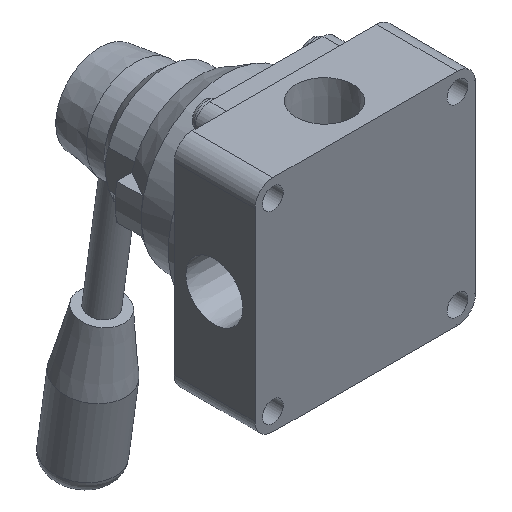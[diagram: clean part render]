
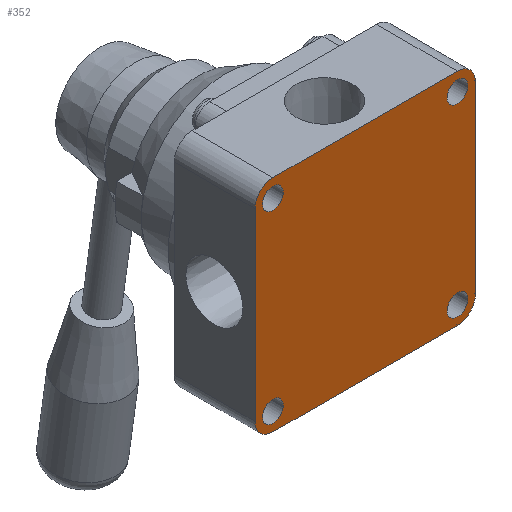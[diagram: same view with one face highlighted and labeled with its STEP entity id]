
A CAD part, isometric view. The second image highlights one B-rep face of the part: STEP entity #352.
In plain terms, the highlighted planar face has unit normal (0, -1, 0).
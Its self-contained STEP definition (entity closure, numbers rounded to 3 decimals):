
#352 = ADVANCED_FACE( '', ( #759, #760, #761, #762, #763 ), #764, .F. );
#759 = FACE_BOUND( '', #1198, .T. );
#760 = FACE_BOUND( '', #1199, .T. );
#761 = FACE_BOUND( '', #1200, .T. );
#762 = FACE_BOUND( '', #1201, .T. );
#763 = FACE_OUTER_BOUND( '', #1202, .T. );
#764 = PLANE( '', #1203 );
#1198 = EDGE_LOOP( '', ( #2147 ) );
#1199 = EDGE_LOOP( '', ( #2148 ) );
#1200 = EDGE_LOOP( '', ( #2149 ) );
#1201 = EDGE_LOOP( '', ( #2150 ) );
#1202 = EDGE_LOOP( '', ( #2151, #2152, #2153, #2154, #2155, #2156, #2157, #2158 ) );
#1203 = AXIS2_PLACEMENT_3D( '', #2159, #2160, #2161 );
#2147 = ORIENTED_EDGE( '', *, *, #2713, .T. );
#2148 = ORIENTED_EDGE( '', *, *, #2714, .T. );
#2149 = ORIENTED_EDGE( '', *, *, #2707, .T. );
#2150 = ORIENTED_EDGE( '', *, *, #2715, .T. );
#2151 = ORIENTED_EDGE( '', *, *, #2554, .F. );
#2152 = ORIENTED_EDGE( '', *, *, #2716, .F. );
#2153 = ORIENTED_EDGE( '', *, *, #2620, .F. );
#2154 = ORIENTED_EDGE( '', *, *, #2717, .F. );
#2155 = ORIENTED_EDGE( '', *, *, #2629, .F. );
#2156 = ORIENTED_EDGE( '', *, *, #2403, .F. );
#2157 = ORIENTED_EDGE( '', *, *, #2718, .F. );
#2158 = ORIENTED_EDGE( '', *, *, #2644, .F. );
#2159 = CARTESIAN_POINT( '', ( -31., 0., -31. ) );
#2160 = DIRECTION( '', ( 0., 1., 0. ) );
#2161 = DIRECTION( '', ( 0., 0., 1. ) );
#2403 = EDGE_CURVE( '', #2848, #2849, #2850, .T. );
#2554 = EDGE_CURVE( '', #3100, #3101, #3102, .T. );
#2620 = EDGE_CURVE( '', #3190, #3191, #3192, .T. );
#2629 = EDGE_CURVE( '', #2849, #3203, #3204, .T. );
#2644 = EDGE_CURVE( '', #3101, #3226, #3227, .T. );
#2707 = EDGE_CURVE( '', #3301, #3301, #3302, .T. );
#2713 = EDGE_CURVE( '', #3309, #3309, #3310, .T. );
#2714 = EDGE_CURVE( '', #3311, #3311, #3312, .T. );
#2715 = EDGE_CURVE( '', #3313, #3313, #3314, .T. );
#2716 = EDGE_CURVE( '', #3191, #3100, #3315, .T. );
#2717 = EDGE_CURVE( '', #3203, #3190, #3316, .T. );
#2718 = EDGE_CURVE( '', #3226, #2848, #3317, .T. );
#2848 = VERTEX_POINT( '', #3477 );
#2849 = VERTEX_POINT( '', #3478 );
#2850 = LINE( '', #3479, #3480 );
#3100 = VERTEX_POINT( '', #3829 );
#3101 = VERTEX_POINT( '', #3830 );
#3102 = CIRCLE( '', #3831, 6. );
#3190 = VERTEX_POINT( '', #4020 );
#3191 = VERTEX_POINT( '', #4021 );
#3192 = CIRCLE( '', #4022, 6. );
#3203 = VERTEX_POINT( '', #4038 );
#3204 = CIRCLE( '', #4039, 6. );
#3226 = VERTEX_POINT( '', #4067 );
#3227 = LINE( '', #4068, #4069 );
#3301 = VERTEX_POINT( '', #4173 );
#3302 = CIRCLE( '', #4174, 3.5 );
#3309 = VERTEX_POINT( '', #4195 );
#3310 = CIRCLE( '', #4196, 3.5 );
#3311 = VERTEX_POINT( '', #4197 );
#3312 = CIRCLE( '', #4198, 3.5 );
#3313 = VERTEX_POINT( '', #4199 );
#3314 = CIRCLE( '', #4200, 3.5 );
#3315 = LINE( '', #4201, #4202 );
#3316 = LINE( '', #4203, #4204 );
#3317 = CIRCLE( '', #4205, 6. );
#3477 = CARTESIAN_POINT( '', ( -31., 0., 37. ) );
#3478 = CARTESIAN_POINT( '', ( 31., 0., 37. ) );
#3479 = CARTESIAN_POINT( '', ( -31., 0., 37. ) );
#3480 = VECTOR( '', #4333, 1000. );
#3829 = CARTESIAN_POINT( '', ( -31., 0., -37. ) );
#3830 = CARTESIAN_POINT( '', ( -37., 0., -31. ) );
#3831 = AXIS2_PLACEMENT_3D( '', #4517, #4518, #4519 );
#4020 = CARTESIAN_POINT( '', ( 37., 0., -31. ) );
#4021 = CARTESIAN_POINT( '', ( 31., 0., -37. ) );
#4022 = AXIS2_PLACEMENT_3D( '', #4581, #4582, #4583 );
#4038 = CARTESIAN_POINT( '', ( 37., 0., 31. ) );
#4039 = AXIS2_PLACEMENT_3D( '', #4589, #4590, #4591 );
#4067 = CARTESIAN_POINT( '', ( -37., 0., 31. ) );
#4068 = CARTESIAN_POINT( '', ( -37., 0., -31. ) );
#4069 = VECTOR( '', #4607, 1000. );
#4173 = CARTESIAN_POINT( '', ( 34.5, 0., -31. ) );
#4174 = AXIS2_PLACEMENT_3D( '', #4641, #4642, #4643 );
#4195 = CARTESIAN_POINT( '', ( -27.5, 0., 31. ) );
#4196 = AXIS2_PLACEMENT_3D( '', #4645, #4646, #4647 );
#4197 = CARTESIAN_POINT( '', ( -27.5, 0., -31. ) );
#4198 = AXIS2_PLACEMENT_3D( '', #4648, #4649, #4650 );
#4199 = CARTESIAN_POINT( '', ( 34.5, 0., 31. ) );
#4200 = AXIS2_PLACEMENT_3D( '', #4651, #4652, #4653 );
#4201 = CARTESIAN_POINT( '', ( 31., 0., -37. ) );
#4202 = VECTOR( '', #4654, 1000. );
#4203 = CARTESIAN_POINT( '', ( 37., 0., 31. ) );
#4204 = VECTOR( '', #4655, 1000. );
#4205 = AXIS2_PLACEMENT_3D( '', #4656, #4657, #4658 );
#4333 = DIRECTION( '', ( 1., 0., 0. ) );
#4517 = CARTESIAN_POINT( '', ( -31., 0., -31. ) );
#4518 = DIRECTION( '', ( 0., 1., 0. ) );
#4519 = DIRECTION( '', ( 1., 0., 0. ) );
#4581 = CARTESIAN_POINT( '', ( 31., 0., -31. ) );
#4582 = DIRECTION( '', ( 0., 1., 0. ) );
#4583 = DIRECTION( '', ( 1., 0., 0. ) );
#4589 = CARTESIAN_POINT( '', ( 31., 0., 31. ) );
#4590 = DIRECTION( '', ( 0., 1., 0. ) );
#4591 = DIRECTION( '', ( 1., 0., 0. ) );
#4607 = DIRECTION( '', ( 0., 0., 1. ) );
#4641 = CARTESIAN_POINT( '', ( 31., 0., -31. ) );
#4642 = DIRECTION( '', ( 0., 1., 0. ) );
#4643 = DIRECTION( '', ( 1., 0., 0. ) );
#4645 = CARTESIAN_POINT( '', ( -31., 0., 31. ) );
#4646 = DIRECTION( '', ( 0., 1., 0. ) );
#4647 = DIRECTION( '', ( 1., 0., 0. ) );
#4648 = CARTESIAN_POINT( '', ( -31., 0., -31. ) );
#4649 = DIRECTION( '', ( 0., 1., 0. ) );
#4650 = DIRECTION( '', ( 1., 0., 0. ) );
#4651 = CARTESIAN_POINT( '', ( 31., 0., 31. ) );
#4652 = DIRECTION( '', ( 0., 1., 0. ) );
#4653 = DIRECTION( '', ( 1., 0., 0. ) );
#4654 = DIRECTION( '', ( -1., 0., 0. ) );
#4655 = DIRECTION( '', ( 0., 0., -1. ) );
#4656 = CARTESIAN_POINT( '', ( -31., 0., 31. ) );
#4657 = DIRECTION( '', ( 0., 1., 0. ) );
#4658 = DIRECTION( '', ( 1., 0., 0. ) );
